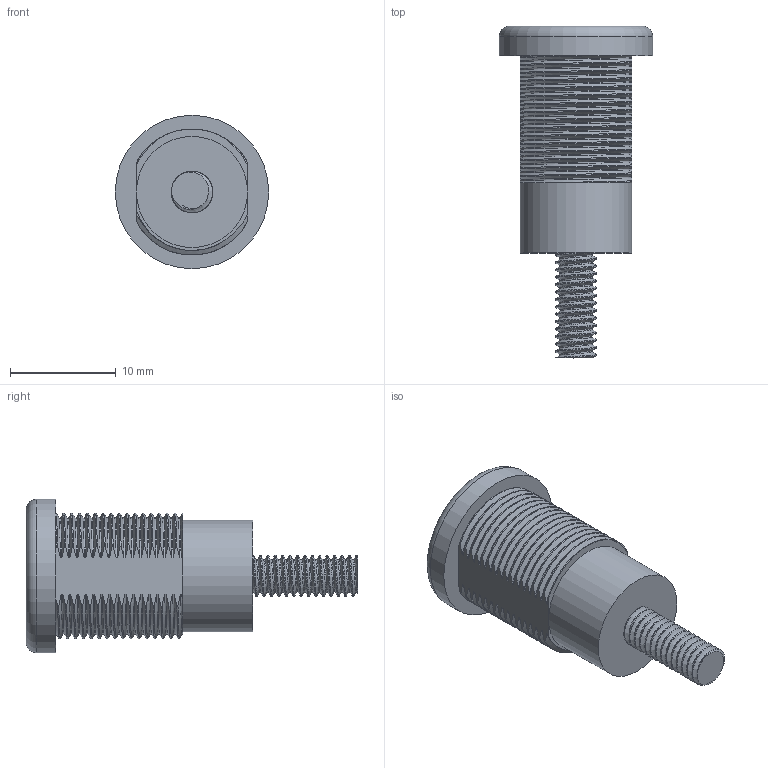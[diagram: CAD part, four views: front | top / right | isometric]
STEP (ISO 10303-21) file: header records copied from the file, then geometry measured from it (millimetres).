
FILE_DESCRIPTION(/* description */ (''),/* implementation_level */ '2;1');
FILE_NAME(/* name */ 'pomona_72930 v2.step',/* time_stamp */ '2020-09-02T03:27:14+02:00',/* author */ (''),/* organization */ (''),/* preprocessor_version */ 'ST-DEVELOPER v18.1',/* originating_system */ 'Autodesk Translation Framework v9.3.0.1241',/* authorisation */ '');
FILE_SCHEMA (('AUTOMOTIVE_DESIGN { 1 0 10303 214 3 1 1 }'));
Length unit declared in the file: millimetre
Products named in the file (1): pomona_72930
Bounding box: 14.48 x 31.33 x 14.48 mm (x, y, z)
Volume: 1481.4 mm3; surface area: 2604.6 mm2
Topology: 1 solids, 1 shells, 186 faces, 534 edges, 355 vertices
Faces by surface type: cylinder 101, bspline 70, plane 11, torus 4
Full cylindrical faces by diameter (mm): 3.111 x5, 3.908 x8, 4.22 x1, 6.4 x1, 9 x1, 10.5 x1, 14.48 x1
Entity records: 11591 total; most frequent: CARTESIAN_POINT 7484, ORIENTED_EDGE 1068, EDGE_CURVE 534, DIRECTION 463, VERTEX_POINT 355, B_SPLINE_CURVE_WITH_KNOTS 336, EDGE_LOOP 191, FACE_OUTER_BOUND 186
